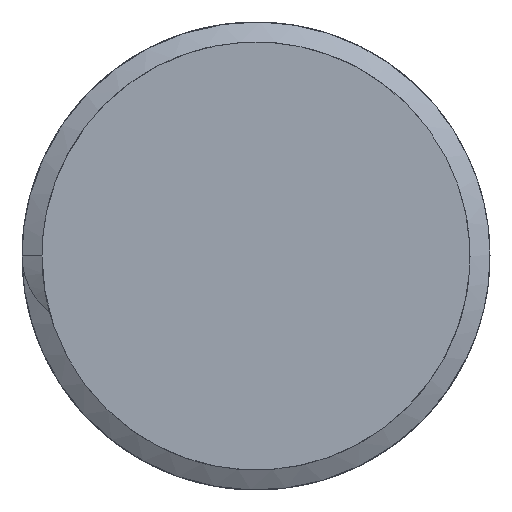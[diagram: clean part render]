
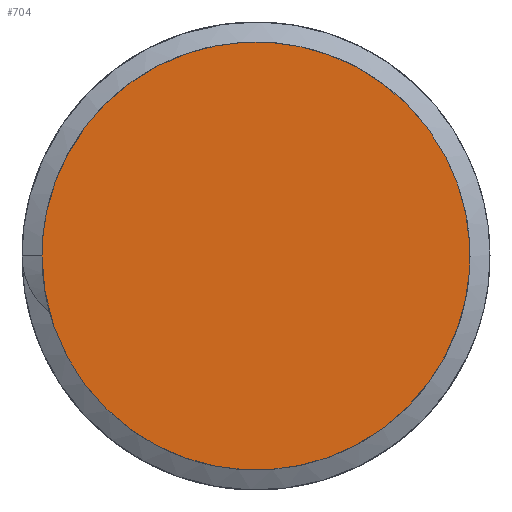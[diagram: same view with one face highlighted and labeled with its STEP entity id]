
A CAD part, left-side view. The second image highlights one B-rep face of the part: STEP entity #704.
In plain terms, the highlighted free-form (B-spline) face has degree [1, 1] with [2, 2] control points.
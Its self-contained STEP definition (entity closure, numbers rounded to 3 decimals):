
#683=CARTESIAN_POINT('',(0.,-25.05,25.05));
#684=CARTESIAN_POINT('',(0.,-25.05,-25.05));
#685=CARTESIAN_POINT('',(0.,25.05,25.05));
#686=CARTESIAN_POINT('',(0.,25.05,-25.05));
#687=B_SPLINE_SURFACE_WITH_KNOTS('',1,1,((#683,#684),(#685,#686)),.PLANE_SURF.,.F.,.F.,.U.,(2,2),(2,2),(-1.,2.),(-1.,2.),.UNSPECIFIED.);
#688=CARTESIAN_POINT('',(0.,8.35,0.));
#689=VERTEX_POINT('',#688);
#690=CARTESIAN_POINT('',(0.,8.35,0.));
#691=CARTESIAN_POINT('',(0.,8.35,-8.35));
#692=CARTESIAN_POINT('',(0.,0.,-8.35));
#693=CARTESIAN_POINT('',(0.,-8.35,-8.35));
#694=CARTESIAN_POINT('',(0.,-8.35,0.));
#695=CARTESIAN_POINT('',(0.,-8.35,8.35));
#696=CARTESIAN_POINT('',(0.,0.,8.35));
#697=CARTESIAN_POINT('',(0.,8.35,8.35));
#698=CARTESIAN_POINT('',(0.,8.35,0.));
#699=(BOUNDED_CURVE()B_SPLINE_CURVE(2,(#690,#691,#692,#693,#694,#695,#696,#697,#698),.CIRCULAR_ARC.,.T.,.U.)B_SPLINE_CURVE_WITH_KNOTS((3,2,2,2,3),(0.,0.25,0.5,0.75,1.),.UNSPECIFIED.)CURVE()GEOMETRIC_REPRESENTATION_ITEM()RATIONAL_B_SPLINE_CURVE((1.,0.707,1.,0.707,1.,0.707,1.,0.707,1.))REPRESENTATION_ITEM(''));
#700=EDGE_CURVE('',#689,#689,#699,.T.);
#701=ORIENTED_EDGE('',*,*,#700,.T.);
#702=EDGE_LOOP('',(#701));
#703=FACE_OUTER_BOUND('',#702,.T.);
#704=ADVANCED_FACE('',(#703),#687,.T.);
